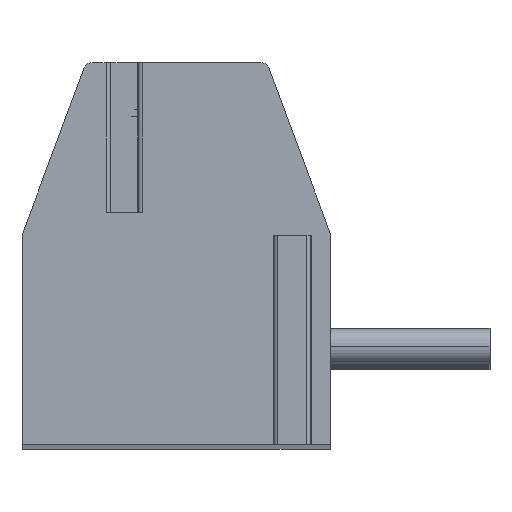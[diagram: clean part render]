
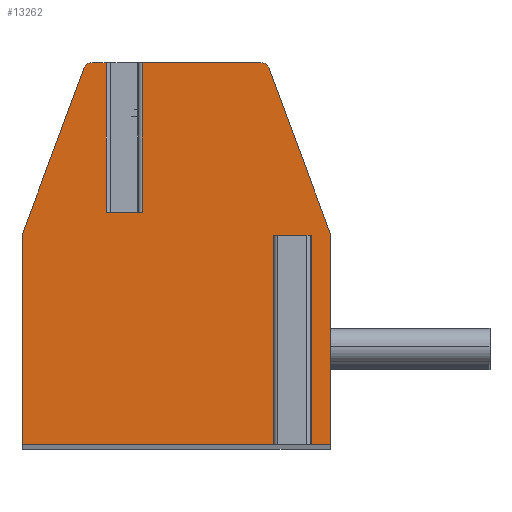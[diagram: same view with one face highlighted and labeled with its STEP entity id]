
A CAD part, top view. The second image highlights one B-rep face of the part: STEP entity #13262.
In plain terms, the highlighted planar face has unit normal (0, 0, 1).
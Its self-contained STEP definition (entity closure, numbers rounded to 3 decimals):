
#13=DIRECTION('',(1.,0.,0.));
#14=VECTOR('',#13,0.796);
#15=CARTESIAN_POINT('',(-1.548,0.9,64.75));
#16=LINE('',#15,#14);
#17=DIRECTION('',(0.,1.,0.));
#18=VECTOR('',#17,3.3);
#19=CARTESIAN_POINT('',(-0.752,0.9,64.75));
#20=LINE('',#19,#18);
#21=DIRECTION('',(-1.,0.,0.));
#22=VECTOR('',#21,2.603);
#23=CARTESIAN_POINT('',(1.851,4.2,64.75));
#24=LINE('',#23,#22);
#25=CARTESIAN_POINT('',(1.851,4.,64.75));
#26=DIRECTION('',(0.,0.,1.));
#27=DIRECTION('',(0.938,0.348,0.));
#28=AXIS2_PLACEMENT_3D('',#25,#26,#27);
#30=DIRECTION('',(-0.348,0.938,0.));
#31=VECTOR('',#30,3.914);
#32=CARTESIAN_POINT('',(3.4,0.4,64.75));
#33=LINE('',#32,#31);
#34=DIRECTION('',(0.,1.,0.));
#35=VECTOR('',#34,4.6);
#36=CARTESIAN_POINT('',(3.4,-4.2,64.75));
#37=LINE('',#36,#35);
#38=DIRECTION('',(1.,0.,0.));
#39=VECTOR('',#38,0.634);
#40=CARTESIAN_POINT('',(2.766,-4.2,64.75));
#41=LINE('',#40,#39);
#42=DIRECTION('',(0.,1.,0.));
#43=VECTOR('',#42,4.6);
#44=CARTESIAN_POINT('',(2.766,-4.2,64.75));
#45=LINE('',#44,#43);
#46=DIRECTION('',(-1.,0.,0.));
#47=VECTOR('',#46,0.43);
#48=CARTESIAN_POINT('',(2.766,0.4,64.75));
#49=LINE('',#48,#47);
#50=DIRECTION('',(0.,1.,0.));
#51=VECTOR('',#50,4.6);
#52=CARTESIAN_POINT('',(2.336,-4.2,64.75));
#53=LINE('',#52,#51);
#54=DIRECTION('',(1.,0.,0.));
#55=VECTOR('',#54,5.736);
#56=CARTESIAN_POINT('',(-3.4,-4.2,64.75));
#57=LINE('',#56,#55);
#58=DIRECTION('',(0.,-1.,0.));
#59=VECTOR('',#58,4.6);
#60=CARTESIAN_POINT('',(-3.4,0.4,64.75));
#61=LINE('',#60,#59);
#62=DIRECTION('',(-0.348,-0.938,0.));
#63=VECTOR('',#62,3.914);
#64=CARTESIAN_POINT('',(-2.038,4.07,64.75));
#65=LINE('',#64,#63);
#66=CARTESIAN_POINT('',(-1.851,4.,64.75));
#67=DIRECTION('',(0.,0.,1.));
#68=DIRECTION('',(0.,1.,0.));
#69=AXIS2_PLACEMENT_3D('',#66,#67,#68);
#71=DIRECTION('',(-1.,0.,0.));
#72=VECTOR('',#71,0.303);
#73=CARTESIAN_POINT('',(-1.548,4.2,64.75));
#74=LINE('',#73,#72);
#75=DIRECTION('',(0.,1.,0.));
#76=VECTOR('',#75,3.3);
#77=CARTESIAN_POINT('',(-1.548,0.9,64.75));
#78=LINE('',#77,#76);
#10353=CARTESIAN_POINT('',(-1.851,4.2,64.75));
#10354=CARTESIAN_POINT('',(-2.038,4.07,64.75));
#10355=VERTEX_POINT('',#10353);
#10356=VERTEX_POINT('',#10354);
#10357=CARTESIAN_POINT('',(-3.4,0.4,64.75));
#10358=VERTEX_POINT('',#10357);
#10359=CARTESIAN_POINT('',(-3.4,-4.2,64.75));
#10360=VERTEX_POINT('',#10359);
#10361=CARTESIAN_POINT('',(3.4,-4.2,64.75));
#10362=CARTESIAN_POINT('',(3.4,0.4,64.75));
#10363=VERTEX_POINT('',#10361);
#10364=VERTEX_POINT('',#10362);
#10365=CARTESIAN_POINT('',(2.038,4.07,64.75));
#10366=VERTEX_POINT('',#10365);
#10367=CARTESIAN_POINT('',(1.851,4.2,64.75));
#10368=VERTEX_POINT('',#10367);
#10409=CARTESIAN_POINT('',(2.766,0.4,64.75));
#10410=CARTESIAN_POINT('',(2.336,0.4,64.75));
#10411=VERTEX_POINT('',#10409);
#10412=VERTEX_POINT('',#10410);
#10413=CARTESIAN_POINT('',(2.336,-4.2,64.75));
#10414=VERTEX_POINT('',#10413);
#10415=CARTESIAN_POINT('',(2.766,-4.2,64.75));
#10416=VERTEX_POINT('',#10415);
#10477=CARTESIAN_POINT('',(-1.548,0.9,64.75));
#10478=CARTESIAN_POINT('',(-0.752,0.9,64.75));
#10479=VERTEX_POINT('',#10477);
#10480=VERTEX_POINT('',#10478);
#10481=CARTESIAN_POINT('',(-1.548,4.2,64.75));
#10482=VERTEX_POINT('',#10481);
#10483=CARTESIAN_POINT('',(-0.752,4.2,64.75));
#10484=VERTEX_POINT('',#10483);
#13223=CARTESIAN_POINT('',(0.,0.,64.75));
#13224=DIRECTION('',(0.,0.,1.));
#13225=DIRECTION('',(1.,0.,0.));
#13226=AXIS2_PLACEMENT_3D('',#13223,#13224,#13225);
#13227=PLANE('',#13226);
#13229=ORIENTED_EDGE('',*,*,#13228,.T.);
#13231=ORIENTED_EDGE('',*,*,#13230,.T.);
#13233=ORIENTED_EDGE('',*,*,#13232,.F.);
#13235=ORIENTED_EDGE('',*,*,#13234,.F.);
#13237=ORIENTED_EDGE('',*,*,#13236,.F.);
#13239=ORIENTED_EDGE('',*,*,#13238,.F.);
#13241=ORIENTED_EDGE('',*,*,#13240,.F.);
#13243=ORIENTED_EDGE('',*,*,#13242,.T.);
#13245=ORIENTED_EDGE('',*,*,#13244,.T.);
#13247=ORIENTED_EDGE('',*,*,#13246,.F.);
#13249=ORIENTED_EDGE('',*,*,#13248,.F.);
#13251=ORIENTED_EDGE('',*,*,#13250,.F.);
#13253=ORIENTED_EDGE('',*,*,#13252,.F.);
#13255=ORIENTED_EDGE('',*,*,#13254,.F.);
#13257=ORIENTED_EDGE('',*,*,#13256,.F.);
#13259=ORIENTED_EDGE('',*,*,#13258,.F.);
#13260=EDGE_LOOP('',(#13229,#13231,#13233,#13235,#13237,#13239,#13241,#13243,
#13245,#13247,#13249,#13251,#13253,#13255,#13257,#13259));
#13261=FACE_OUTER_BOUND('',#13260,.F.);
#29=CIRCLE('',#28,0.2);
#70=CIRCLE('',#69,0.2);
#13228=EDGE_CURVE('',#10479,#10480,#16,.T.);
#13230=EDGE_CURVE('',#10480,#10484,#20,.T.);
#13232=EDGE_CURVE('',#10368,#10484,#24,.T.);
#13234=EDGE_CURVE('',#10366,#10368,#29,.T.);
#13236=EDGE_CURVE('',#10364,#10366,#33,.T.);
#13238=EDGE_CURVE('',#10363,#10364,#37,.T.);
#13240=EDGE_CURVE('',#10416,#10363,#41,.T.);
#13242=EDGE_CURVE('',#10416,#10411,#45,.T.);
#13244=EDGE_CURVE('',#10411,#10412,#49,.T.);
#13246=EDGE_CURVE('',#10414,#10412,#53,.T.);
#13248=EDGE_CURVE('',#10360,#10414,#57,.T.);
#13250=EDGE_CURVE('',#10358,#10360,#61,.T.);
#13252=EDGE_CURVE('',#10356,#10358,#65,.T.);
#13254=EDGE_CURVE('',#10355,#10356,#70,.T.);
#13256=EDGE_CURVE('',#10482,#10355,#74,.T.);
#13258=EDGE_CURVE('',#10479,#10482,#78,.T.);
#13262=ADVANCED_FACE('',(#13261),#13227,.T.);
